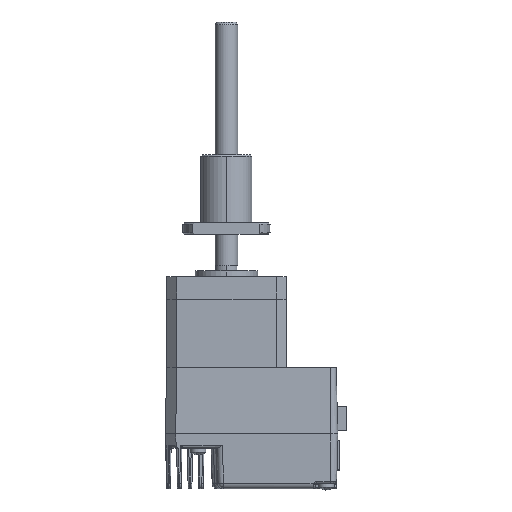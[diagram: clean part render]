
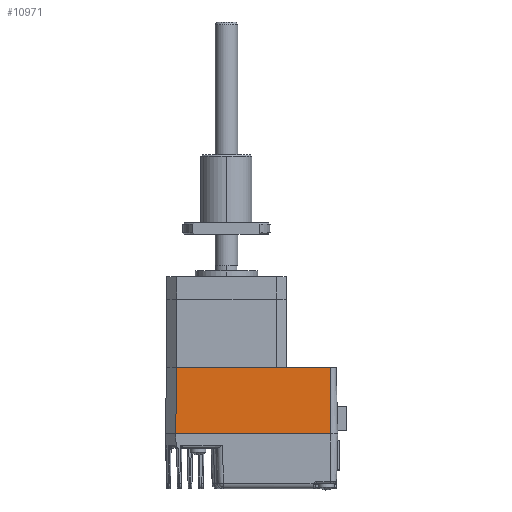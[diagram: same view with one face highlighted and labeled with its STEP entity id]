
A CAD part, top view. The second image highlights one B-rep face of the part: STEP entity #10971.
In plain terms, the highlighted planar face has unit normal (0, 0.026, 1).
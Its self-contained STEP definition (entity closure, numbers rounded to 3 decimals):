
#174 = LINE ( 'NONE', #1163, #14135 ) ;
#313 = CARTESIAN_POINT ( 'NONE',  ( -14.081, -50.908, 75.65 ) ) ;
#456 = EDGE_CURVE ( 'NONE', #14658, #8294, #10473, .T. ) ;
#724 = DIRECTION ( 'NONE',  ( 1., 0., 0. ) ) ;
#883 = VECTOR ( 'NONE', #724, 1000. ) ;
#1163 = CARTESIAN_POINT ( 'NONE',  ( -14.081, -50.908, 75.65 ) ) ;
#1288 = CARTESIAN_POINT ( 'NONE',  ( -14.081, -50.908, 75.65 ) ) ;
#1699 = FACE_OUTER_BOUND ( 'NONE', #8633, .T. ) ;
#2995 = ORIENTED_EDGE ( 'NONE', *, *, #9376, .T. ) ;
#3089 = ORIENTED_EDGE ( 'NONE', *, *, #15782, .T. ) ;
#3908 = EDGE_CURVE ( 'NONE', #8294, #11369, #17363, .T. ) ;
#5272 = DIRECTION ( 'NONE',  ( 0., 1., -0.026 ) ) ;
#6398 = CARTESIAN_POINT ( 'NONE',  ( -14.081, -74.408, 76.265 ) ) ;
#6981 = DIRECTION ( 'NONE',  ( -0.011, -1., 0.026 ) ) ;
#8294 = VERTEX_POINT ( 'NONE', #10705 ) ;
#8633 = EDGE_LOOP ( 'NONE', ( #11093, #2995, #3089, #14488 ) ) ;
#8958 = CARTESIAN_POINT ( 'NONE',  ( 40.319, -74.408, 76.265 ) ) ;
#9376 = EDGE_CURVE ( 'NONE', #11369, #14415, #174, .T. ) ;
#10020 = VECTOR ( 'NONE', #5272, 1000. ) ;
#10473 = LINE ( 'NONE', #16954, #10020 ) ;
#10705 = CARTESIAN_POINT ( 'NONE',  ( 40.319, -50.908, 75.65 ) ) ;
#10971 = ADVANCED_FACE ( 'NONE', ( #1699 ), #18572, .T. ) ;
#11093 = ORIENTED_EDGE ( 'NONE', *, *, #3908, .T. ) ;
#11249 = LINE ( 'NONE', #6398, #883 ) ;
#11369 = VERTEX_POINT ( 'NONE', #313 ) ;
#12270 = DIRECTION ( 'NONE',  ( -1., 0., 0. ) ) ;
#12341 = CARTESIAN_POINT ( 'NONE',  ( -14.081, -50.908, 75.65 ) ) ;
#12839 = VECTOR ( 'NONE', #12270, 1000. ) ;
#13252 = AXIS2_PLACEMENT_3D ( 'NONE', #1288, #17105, #15621 ) ;
#13767 = CARTESIAN_POINT ( 'NONE',  ( -14.336, -74.408, 76.265 ) ) ;
#14135 = VECTOR ( 'NONE', #6981, 1000. ) ;
#14415 = VERTEX_POINT ( 'NONE', #13767 ) ;
#14488 = ORIENTED_EDGE ( 'NONE', *, *, #456, .T. ) ;
#14658 = VERTEX_POINT ( 'NONE', #8958 ) ;
#15621 = DIRECTION ( 'NONE',  ( 0., -1., 0.026 ) ) ;
#15782 = EDGE_CURVE ( 'NONE', #14415, #14658, #11249, .T. ) ;
#16954 = CARTESIAN_POINT ( 'NONE',  ( 40.319, -50.908, 75.65 ) ) ;
#17105 = DIRECTION ( 'NONE',  ( 0., 0.026, 1. ) ) ;
#17363 = LINE ( 'NONE', #12341, #12839 ) ;
#18572 = PLANE ( 'NONE',  #13252 ) ;
